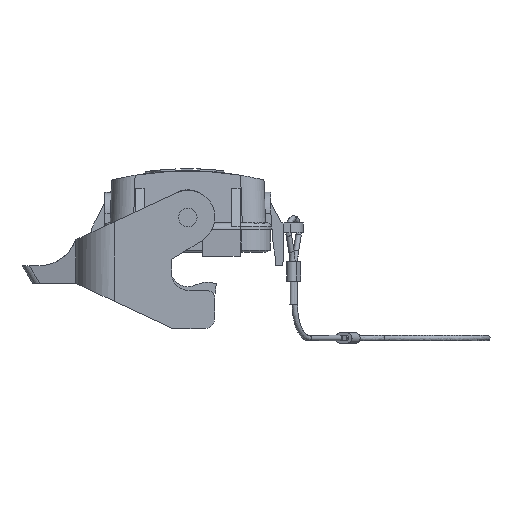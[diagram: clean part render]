
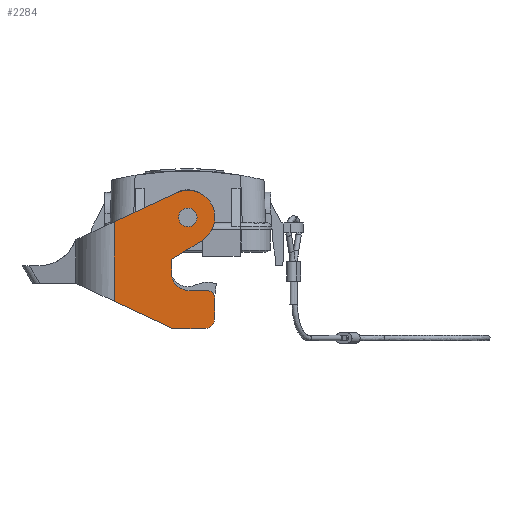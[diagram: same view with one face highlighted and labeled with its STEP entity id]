
A CAD part, left-side view. The second image highlights one B-rep face of the part: STEP entity #2284.
In plain terms, the highlighted planar face has unit normal (-1, 0, 0).
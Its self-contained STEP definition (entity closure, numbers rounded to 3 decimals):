
#1800=FACE_BOUND('',#3097,.T.);
#1801=FACE_BOUND('',#3098,.T.);
#1900=CIRCLE('',#8561,2.);
#1904=CIRCLE('',#8567,4.5);
#1907=CIRCLE('',#8575,3.);
#1909=CIRCLE('',#8578,2.4);
#1919=CIRCLE('',#8610,7.);
#2064=PLANE('',#8618);
#2284=ADVANCED_FACE('',(#1800,#1801),#2064,.T.);
#3097=EDGE_LOOP('',(#3764));
#3098=EDGE_LOOP('',(#3765,#3766,#3767,#3768,#3769,#3770,#3771,#3772,#3773,
#3774,#3775,#3776));
#3764=ORIENTED_EDGE('',*,*,#6214,.T.);
#3765=ORIENTED_EDGE('',*,*,#6200,.T.);
#3766=ORIENTED_EDGE('',*,*,#6203,.T.);
#3767=ORIENTED_EDGE('',*,*,#6274,.F.);
#3768=ORIENTED_EDGE('',*,*,#6276,.T.);
#3769=ORIENTED_EDGE('',*,*,#6288,.T.);
#3770=ORIENTED_EDGE('',*,*,#6220,.T.);
#3771=ORIENTED_EDGE('',*,*,#6210,.T.);
#3772=ORIENTED_EDGE('',*,*,#6212,.T.);
#3773=ORIENTED_EDGE('',*,*,#6205,.F.);
#3774=ORIENTED_EDGE('',*,*,#6185,.F.);
#3775=ORIENTED_EDGE('',*,*,#6155,.F.);
#3776=ORIENTED_EDGE('',*,*,#6196,.F.);
#5497=VERTEX_POINT('',#10558);
#5499=VERTEX_POINT('',#10562);
#5526=VERTEX_POINT('',#10626);
#5534=VERTEX_POINT('',#10646);
#5536=VERTEX_POINT('',#10653);
#5538=VERTEX_POINT('',#10659);
#5540=VERTEX_POINT('',#10665);
#5542=VERTEX_POINT('',#10670);
#5544=VERTEX_POINT('',#10674);
#5546=VERTEX_POINT('',#10683);
#5550=VERTEX_POINT('',#10694);
#5579=VERTEX_POINT('',#10853);
#5580=VERTEX_POINT('',#10857);
#6155=EDGE_CURVE('',#5499,#5497,#7138,.T.);
#6185=EDGE_CURVE('',#5497,#5526,#1900,.T.);
#6196=EDGE_CURVE('',#5534,#5499,#1904,.T.);
#6200=EDGE_CURVE('',#5534,#5536,#7170,.T.);
#6203=EDGE_CURVE('',#5536,#5538,#7173,.T.);
#6205=EDGE_CURVE('',#5526,#5540,#7175,.T.);
#6210=EDGE_CURVE('',#5542,#5544,#7180,.T.);
#6212=EDGE_CURVE('',#5544,#5540,#1907,.T.);
#6214=EDGE_CURVE('',#5546,#5546,#1909,.T.);
#6220=EDGE_CURVE('',#5550,#5542,#7185,.T.);
#6274=EDGE_CURVE('',#5579,#5538,#1919,.T.);
#6276=EDGE_CURVE('',#5579,#5580,#7218,.T.);
#6288=EDGE_CURVE('',#5580,#5550,#7227,.T.);
#7138=LINE('',#10563,#7709);
#7170=LINE('',#10654,#7741);
#7173=LINE('',#10660,#7744);
#7175=LINE('',#10664,#7746);
#7180=LINE('',#10675,#7751);
#7185=LINE('',#10695,#7756);
#7218=LINE('',#10858,#7789);
#7227=LINE('',#10906,#7798);
#7709=VECTOR('',#9034,1.);
#7741=VECTOR('',#9110,1.);
#7744=VECTOR('',#9115,1.);
#7746=VECTOR('',#9119,1.);
#7751=VECTOR('',#9126,1.);
#7756=VECTOR('',#9149,1.);
#7789=VECTOR('',#9242,1.);
#7798=VECTOR('',#9263,1.);
#8561=AXIS2_PLACEMENT_3D('',#10625,#9083,#9084);
#8567=AXIS2_PLACEMENT_3D('',#10647,#9102,#9103);
#8575=AXIS2_PLACEMENT_3D('',#10678,#9131,#9132);
#8578=AXIS2_PLACEMENT_3D('',#10682,#9137,#9138);
#8610=AXIS2_PLACEMENT_3D('',#10854,#9237,#9238);
#8618=AXIS2_PLACEMENT_3D('',#10907,#9264,#9265);
#9034=DIRECTION('',(0.,-1.,0.));
#9083=DIRECTION('',(1.,0.,0.));
#9084=DIRECTION('',(0.,0.,1.));
#9102=DIRECTION('',(-1.,0.,0.));
#9103=DIRECTION('',(0.,0.,1.));
#9110=DIRECTION('',(0.,0.,1.));
#9115=DIRECTION('',(0.,-0.848,0.53));
#9119=DIRECTION('',(0.,0.,-1.));
#9126=DIRECTION('',(0.,-1.,0.));
#9131=DIRECTION('',(-1.,0.,0.));
#9132=DIRECTION('',(0.,0.,1.));
#9137=DIRECTION('',(1.,0.,0.));
#9138=DIRECTION('',(0.,0.,1.));
#9149=DIRECTION('',(0.,-0.906,-0.423));
#9237=DIRECTION('',(1.,0.,0.));
#9238=DIRECTION('',(0.,0.,1.));
#9242=DIRECTION('',(0.,0.906,-0.423));
#9263=DIRECTION('',(0.,0.,-1.));
#9264=DIRECTION('',(-1.,0.,0.));
#9265=DIRECTION('',(0.,-1.,0.));
#10558=CARTESIAN_POINT('',(-54.386,-5.,-9.9));
#10562=CARTESIAN_POINT('',(-54.386,-0.3,-9.9));
#10563=CARTESIAN_POINT('',(-54.386,-5.,-9.9));
#10625=CARTESIAN_POINT('',(-54.386,-5.,-11.9));
#10626=CARTESIAN_POINT('',(-54.386,-7.,-11.9));
#10646=CARTESIAN_POINT('',(-54.386,4.2,-5.4));
#10647=CARTESIAN_POINT('',(-54.386,-0.3,-5.4));
#10653=CARTESIAN_POINT('',(-54.386,4.2,-1.879));
#10654=CARTESIAN_POINT('',(-54.386,4.2,-20.695));
#10659=CARTESIAN_POINT('',(-54.386,-3.709,3.064));
#10660=CARTESIAN_POINT('',(-54.386,24.019,-14.263));
#10664=CARTESIAN_POINT('',(-54.386,-7.,-17.045));
#10665=CARTESIAN_POINT('',(-54.386,-7.,-16.8));
#10670=CARTESIAN_POINT('',(-54.386,3.695,-19.8));
#10674=CARTESIAN_POINT('',(-54.386,-4.,-19.8));
#10675=CARTESIAN_POINT('',(-54.386,3.03,-19.8));
#10678=CARTESIAN_POINT('',(-54.386,-4.,-16.8));
#10682=CARTESIAN_POINT('',(-54.386,0.,9.));
#10683=CARTESIAN_POINT('',(-54.386,0.,11.4));
#10694=CARTESIAN_POINT('',(-54.386,19.,-12.663));
#10695=CARTESIAN_POINT('',(-54.386,19.906,-12.24));
#10853=CARTESIAN_POINT('',(-54.386,2.958,15.344));
#10854=CARTESIAN_POINT('',(-54.386,0.,9.));
#10857=CARTESIAN_POINT('',(-54.386,19.,7.864));
#10858=CARTESIAN_POINT('',(-54.386,30.76,2.38));
#10906=CARTESIAN_POINT('',(-54.386,19.,7.305));
#10907=CARTESIAN_POINT('',(-54.386,20.,-20.695));
